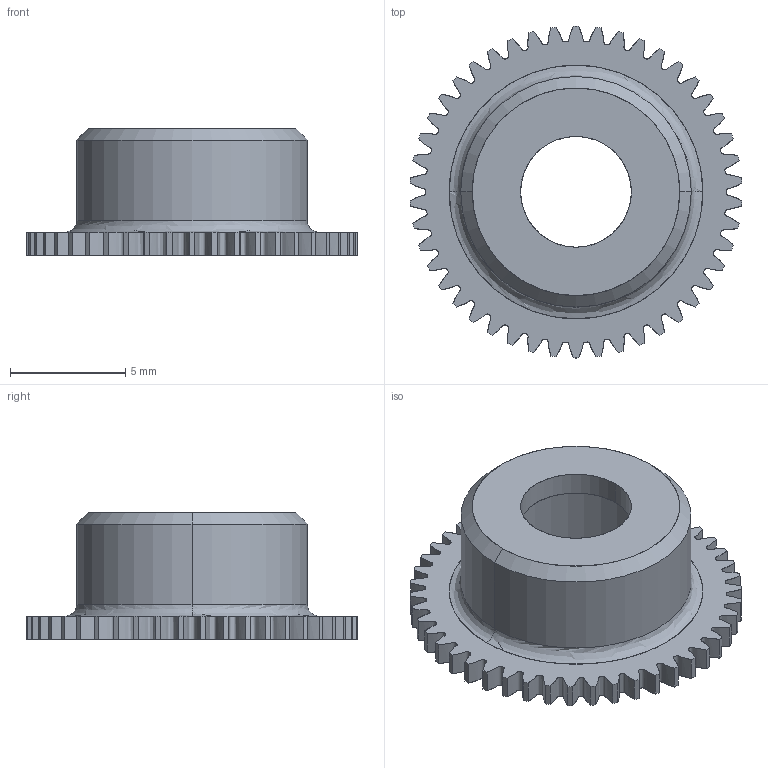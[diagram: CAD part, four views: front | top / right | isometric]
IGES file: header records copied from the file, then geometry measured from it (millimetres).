
Start section: SolidWorks IGES file using analytic representation for surfaces
Global section: file name: G5.IGS; native system: SolidWorks 2011; preprocessor: SolidWorks 2011; author: Nina; date: 110408.001659; units: millimetre
Bounding box: 14.38 x 14.4 x 5.5 mm (x, y, z)
Surface area: 595.7 mm2 (no closed solid volume)
Topology: 0 solids, 0 shells, 110 faces, 2456 edges, 2456 vertices
Faces by surface type: revolution 56, bspline 54
